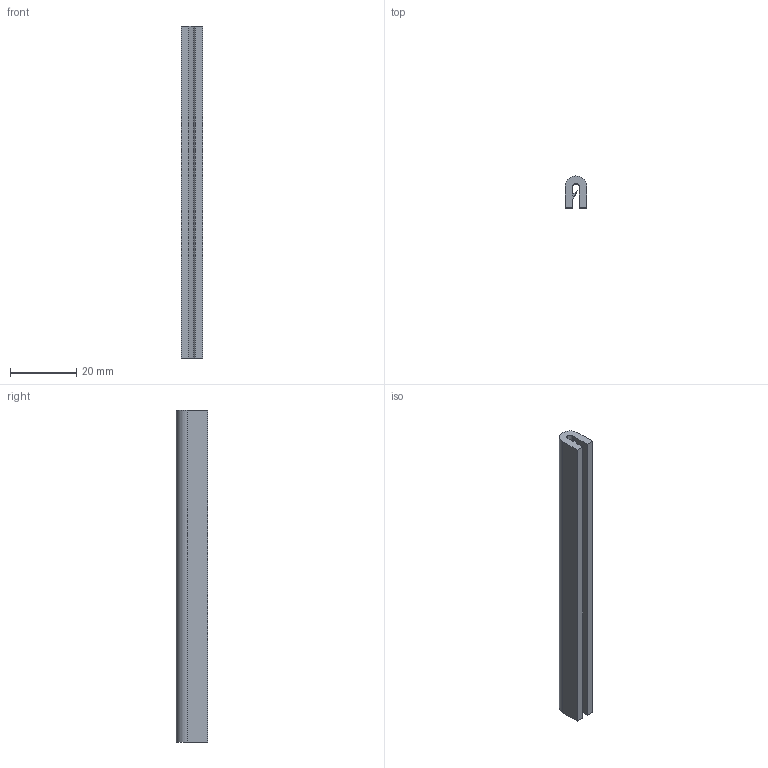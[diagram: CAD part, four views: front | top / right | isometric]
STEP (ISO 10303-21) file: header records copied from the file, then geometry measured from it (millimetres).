
FILE_DESCRIPTION(('Creo Elements/Direct Modeling STEP Export'),'2;1');
FILE_NAME('44.0301.12_Blechkantenschutz_Blechstärke-1-2mm.stp','2022-03-21T 9:01:48',(''),(''),'PTC Creo Elements/Direct Modeling STEP processor for AP214 (Solid Model)','PTC Creo Elements/Direct Modeling 19.0C 15-Aug-2015 (C) Parametric Technology GmbH','');
FILE_SCHEMA(('AUTOMOTIVE_DESIGN { 1 0 10303 214 1 1 1 1 }'));
Length unit declared in the file: millimetre
Products named in the file (2): Blechkantenschutz_Blechstärke-1-2mm_44.0301.12_PX175400
Assembly tree (1 placements, depth 2):
  Blechkantenschutz_Blechstärke-1-2mm_44.0301.12_PX175400
    Blechkantenschutz_Blechstärke-1-2mm_44.0301.12_PX175400
Bounding box: 6.5 x 9.5 x 100 mm (x, y, z)
Volume: 4403 mm3; surface area: 4749.9 mm2
Topology: 1 solids, 1 shells, 13 faces, 33 edges, 22 vertices
Faces by surface type: plane 11, cylinder 2
Entity records: 436 total; most frequent: CARTESIAN_POINT 70, DIRECTION 67, ORIENTED_EDGE 66, EDGE_CURVE 33, VECTOR 29, LINE 29, VERTEX_POINT 22, AXIS2_PLACEMENT_3D 19
